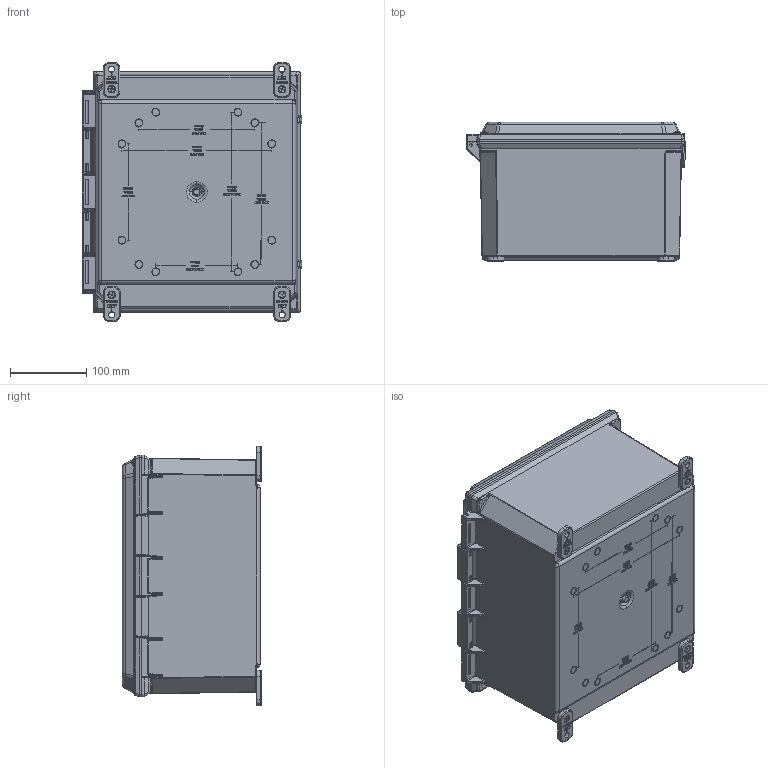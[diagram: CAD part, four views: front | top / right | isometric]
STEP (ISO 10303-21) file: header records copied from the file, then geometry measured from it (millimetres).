
FILE_DESCRIPTION (( 'STEP AP203' ), '1' );
FILE_NAME ('AMP1206.step', '2014-04-11T11:46:12', ( '' ), ( '' ), 'SwSTEP 2.0', 'SolidWorks 2014', '' );
FILE_SCHEMA (( 'CONFIG_CONTROL_DESIGN' ));
Length unit declared in the file: inch
Products named in the file (10): 55-1032516_PreviewCfg; 55-103212316; 70-006ORING; 55-103275316_PreviewCfg; 2381001; 2772001_box; AMP1206; 2320001_part; 70-60823PC-1; 70-60250
Assembly tree (35 placements, depth 2):
  AMP1206
    2772001_box
    2320001_part
    70-60823PC-1
    70-60250  x12
    55-1032516_PreviewCfg  x4
    55-103212316  x4
    70-006ORING  x4
    55-103275316_PreviewCfg  x4
    2381001  x4
Bounding box: 288.19 x 183.06 x 340.87 mm (x, y, z)
Volume: 1654878.4 mm3; surface area: 908763.8 mm2
Topology: 35 solids, 35 shells, 5540 faces, 14238 edges, 9139 vertices
Faces by surface type: plane 2891, bspline 1206, cylinder 855, cone 346, torus 164, sphere 78
Entity records: 187109 total; most frequent: CARTESIAN_POINT 86826, ORIENTED_EDGE 22588, DIRECTION 16637, EDGE_CURVE 11294, VERTEX_POINT 7268, LINE 7247, VECTOR 7247, EDGE_LOOP 4780
